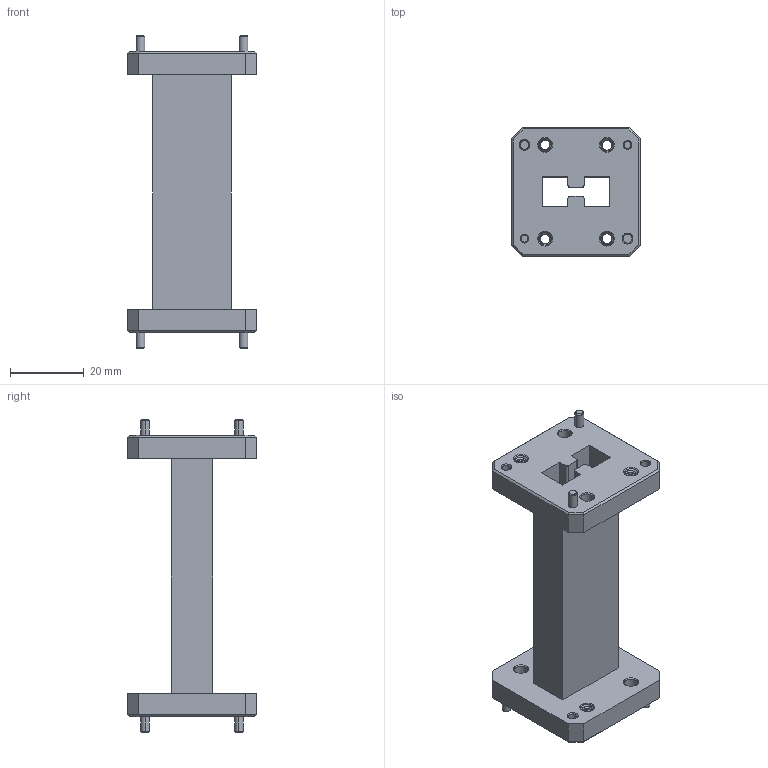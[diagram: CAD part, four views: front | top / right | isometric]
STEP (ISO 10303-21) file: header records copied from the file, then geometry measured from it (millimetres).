
FILE_DESCRIPTION (( 'STEP AP203' ), '1' );
FILE_NAME ('FMWRD650S001-3.step', '2020-10-30T19:57:10', ( '' ), ( '' ), 'SwSTEP 2.0', 'SolidWorks 2018', '' );
FILE_SCHEMA (( 'CONFIG_CONTROL_DESIGN' ));
Length unit declared in the file: millimetre
Products named in the file (1): FMWRD650S001-3
Bounding box: 35 x 35 x 84.8 mm (x, y, z)
Volume: 20477.6 mm3; surface area: 15415.4 mm2
Topology: 1 solids, 1 shells, 249 faces, 632 edges, 392 vertices
Faces by surface type: cylinder 92, plane 61, cone 56, bspline 40
Entity records: 17007 total; most frequent: CARTESIAN_POINT 11510, ORIENTED_EDGE 1264, DIRECTION 960, EDGE_CURVE 632, VERTEX_POINT 392, AXIS2_PLACEMENT_3D 338, LINE 284, VECTOR 284
